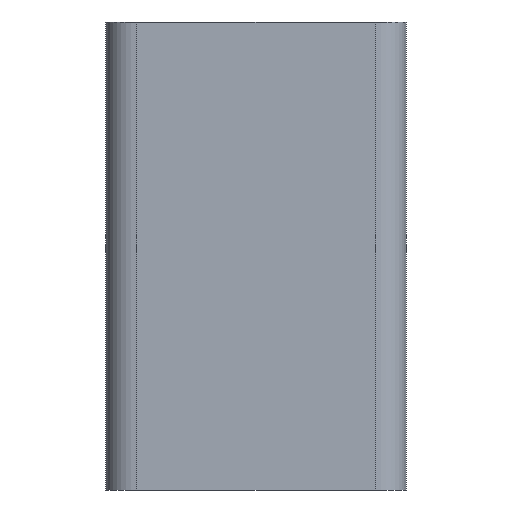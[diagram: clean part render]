
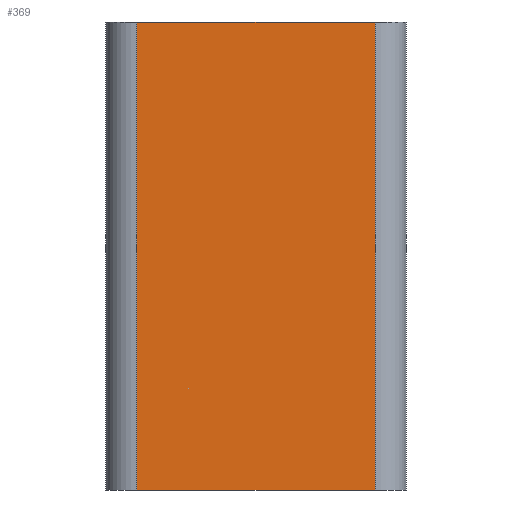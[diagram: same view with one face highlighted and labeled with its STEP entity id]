
A CAD part, front view. The second image highlights one B-rep face of the part: STEP entity #369.
In plain terms, the highlighted planar face has unit normal (0, -1, 0).
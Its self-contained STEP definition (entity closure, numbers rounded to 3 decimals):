
#41=FACE_OUTER_BOUND('',#62,.T.);
#62=EDGE_LOOP('',(#305,#306,#307,#308));
#109=LINE('',#598,#153);
#110=LINE('',#601,#154);
#111=LINE('',#603,#155);
#112=LINE('',#604,#156);
#153=VECTOR('',#492,10.);
#154=VECTOR('',#495,10.);
#155=VECTOR('',#496,10.);
#156=VECTOR('',#497,10.);
#185=VERTEX_POINT('',#594);
#186=VERTEX_POINT('',#596);
#187=VERTEX_POINT('',#600);
#188=VERTEX_POINT('',#602);
#231=EDGE_CURVE('',#185,#186,#109,.T.);
#232=EDGE_CURVE('',#187,#185,#110,.T.);
#233=EDGE_CURVE('',#188,#186,#111,.T.);
#234=EDGE_CURVE('',#187,#188,#112,.T.);
#305=ORIENTED_EDGE('',*,*,#232,.T.);
#306=ORIENTED_EDGE('',*,*,#231,.T.);
#307=ORIENTED_EDGE('',*,*,#233,.F.);
#308=ORIENTED_EDGE('',*,*,#234,.F.);
#349=PLANE('',#406);
#369=ADVANCED_FACE('',(#41),#349,.T.);
#406=AXIS2_PLACEMENT_3D('',#599,#493,#494);
#492=DIRECTION('',(0.,0.,1.));
#493=DIRECTION('center_axis',(0.,-1.,0.));
#494=DIRECTION('ref_axis',(1.,0.,0.));
#495=DIRECTION('',(1.,0.,0.));
#496=DIRECTION('',(1.,0.,0.));
#497=DIRECTION('',(0.,0.,1.));
#594=CARTESIAN_POINT('',(30.5,0.,0.));
#596=CARTESIAN_POINT('',(30.5,0.,53.));
#598=CARTESIAN_POINT('',(30.5,0.,0.));
#599=CARTESIAN_POINT('Origin',(3.5,0.,0.));
#600=CARTESIAN_POINT('',(3.5,0.,0.));
#601=CARTESIAN_POINT('',(3.5,0.,0.));
#602=CARTESIAN_POINT('',(3.5,0.,53.));
#603=CARTESIAN_POINT('',(3.5,0.,53.));
#604=CARTESIAN_POINT('',(3.5,0.,0.));
